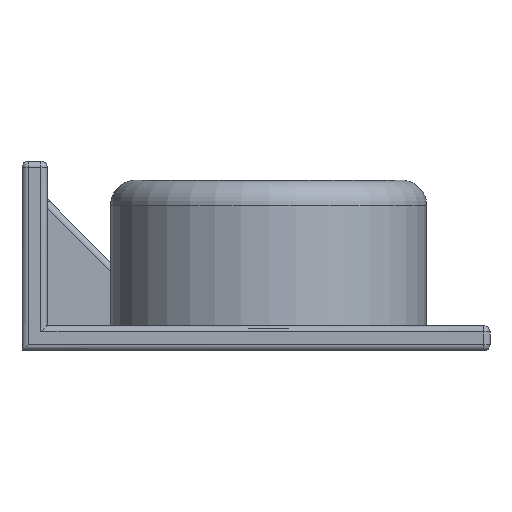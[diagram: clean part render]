
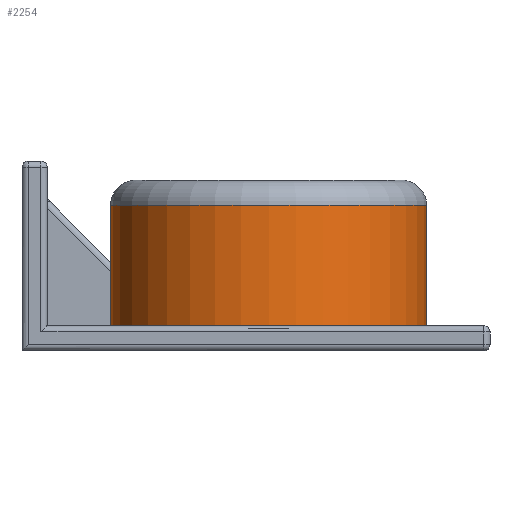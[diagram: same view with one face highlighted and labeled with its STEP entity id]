
A CAD part, front view. The second image highlights one B-rep face of the part: STEP entity #2254.
In plain terms, the highlighted cylindrical face has radius 12.5 mm (diameter 25 mm), a full revolution.
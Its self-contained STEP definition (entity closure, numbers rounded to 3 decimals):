
#137=CYLINDRICAL_SURFACE('',#2548,12.5);
#180=CIRCLE('',#2325,12.5);
#290=CIRCLE('',#2549,12.5);
#436=FACE_OUTER_BOUND('',#603,.T.);
#603=EDGE_LOOP('',(#1854,#1855,#1856,#1857));
#741=LINE('',#3986,#874);
#874=VECTOR('',#3194,12.55);
#930=VERTEX_POINT('',#3463);
#1065=VERTEX_POINT('',#3984);
#1130=EDGE_CURVE('',#930,#930,#180,.T.);
#1348=EDGE_CURVE('',#1065,#1065,#290,.T.);
#1349=EDGE_CURVE('',#1065,#930,#741,.T.);
#1854=ORIENTED_EDGE('',*,*,#1348,.F.);
#1855=ORIENTED_EDGE('',*,*,#1349,.T.);
#1856=ORIENTED_EDGE('',*,*,#1130,.T.);
#1857=ORIENTED_EDGE('',*,*,#1349,.F.);
#2254=ADVANCED_FACE('',(#436),#137,.T.);
#2325=AXIS2_PLACEMENT_3D('',#3464,#2666,#2667);
#2548=AXIS2_PLACEMENT_3D('',#3983,#3190,#3191);
#2549=AXIS2_PLACEMENT_3D('',#3985,#3192,#3193);
#2666=DIRECTION('center_axis',(0.,0.,1.));
#2667=DIRECTION('ref_axis',(1.,0.,0.));
#3190=DIRECTION('center_axis',(0.,0.,-1.));
#3191=DIRECTION('ref_axis',(1.,0.,0.));
#3192=DIRECTION('center_axis',(0.,0.,1.));
#3193=DIRECTION('ref_axis',(1.,0.,0.));
#3194=DIRECTION('',(0.,0.,-1.));
#3463=CARTESIAN_POINT('',(7.,17.5,-0.5));
#3464=CARTESIAN_POINT('Origin',(19.5,17.5,-0.5));
#3983=CARTESIAN_POINT('Origin',(19.5,17.5,0.));
#3984=CARTESIAN_POINT('',(7.,17.5,9.5));
#3985=CARTESIAN_POINT('Origin',(19.5,17.5,9.5));
#3986=CARTESIAN_POINT('',(7.,17.5,0.));
